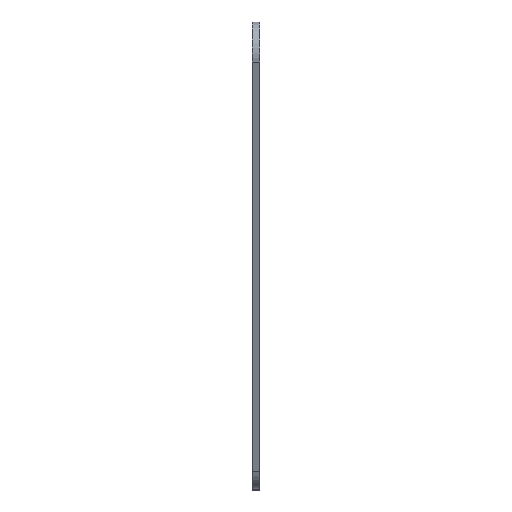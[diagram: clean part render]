
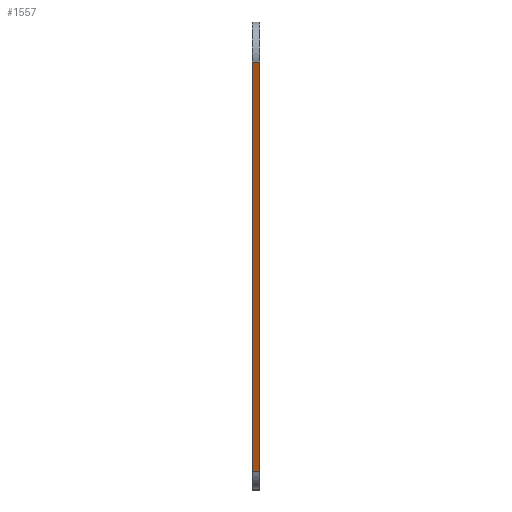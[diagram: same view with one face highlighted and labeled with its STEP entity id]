
A CAD part, top view. The second image highlights one B-rep face of the part: STEP entity #1557.
In plain terms, the highlighted planar face has unit normal (0, -0.374, 0.927).
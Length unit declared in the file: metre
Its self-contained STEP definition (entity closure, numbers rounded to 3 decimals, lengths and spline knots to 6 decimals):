
#174=ORIENTED_EDGE('',*,*,#592,.T.);
#175=ORIENTED_EDGE('',*,*,#593,.F.);
#176=ORIENTED_EDGE('',*,*,#594,.F.);
#177=ORIENTED_EDGE('',*,*,#590,.T.);
#590=EDGE_CURVE('',#799,#798,#951,.T.);
#592=EDGE_CURVE('',#798,#800,#952,.T.);
#593=EDGE_CURVE('',#801,#800,#953,.T.);
#594=EDGE_CURVE('',#799,#801,#954,.T.);
#798=VERTEX_POINT('',#2778);
#799=VERTEX_POINT('',#2780);
#800=VERTEX_POINT('',#2784);
#801=VERTEX_POINT('',#2786);
#951=LINE('',#2779,#1061);
#952=LINE('',#2783,#1062);
#953=LINE('',#2785,#1063);
#954=LINE('',#2787,#1064);
#1061=VECTOR('',#2309,1.);
#1062=VECTOR('',#2314,1.);
#1063=VECTOR('',#2315,1.);
#1064=VECTOR('',#2316,1.);
#1167=EDGE_LOOP('',(#174,#175,#176,#177));
#1309=FACE_BOUND('',#1167,.T.);
#1450=PLANE('',#2119);
#1557=ADVANCED_FACE('',(#1309),#1450,.F.);
#2119=AXIS2_PLACEMENT_3D('',#2782,#2312,#2313);
#2309=DIRECTION('',(-1.,0.,0.));
#2312=DIRECTION('',(0.,0.374,-0.927));
#2313=DIRECTION('',(0.,0.927,0.374));
#2314=DIRECTION('',(0.,-0.927,-0.374));
#2315=DIRECTION('',(-1.,0.,0.));
#2316=DIRECTION('',(0.,-0.927,-0.374));
#2778=CARTESIAN_POINT('',(0.,0.1813,0.193055));
#2779=CARTESIAN_POINT('',(0.001626,0.1813,0.193055));
#2780=CARTESIAN_POINT('',(0.001626,0.1813,0.193055));
#2782=CARTESIAN_POINT('',(0.001626,0.136878,0.175144));
#2783=CARTESIAN_POINT('',(0.,0.136878,0.175144));
#2784=CARTESIAN_POINT('',(0.,0.092457,0.157233));
#2785=CARTESIAN_POINT('',(0.001626,0.092457,0.157233));
#2786=CARTESIAN_POINT('',(0.001626,0.092457,0.157233));
#2787=CARTESIAN_POINT('',(0.001626,0.136878,0.175144));
